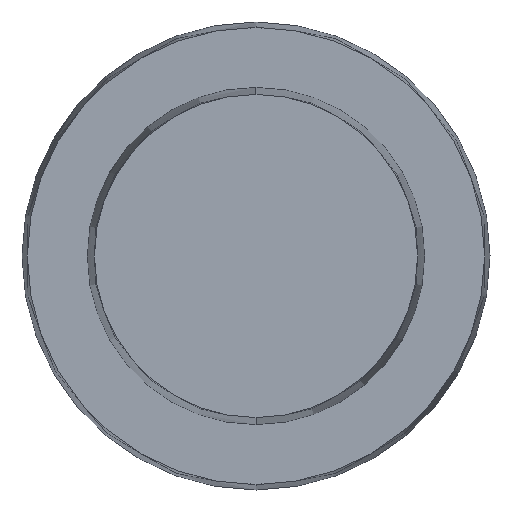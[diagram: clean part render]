
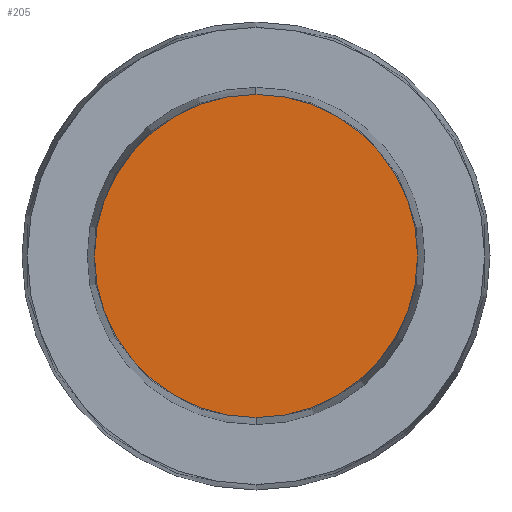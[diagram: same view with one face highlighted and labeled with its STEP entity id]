
A CAD part, front view. The second image highlights one B-rep face of the part: STEP entity #205.
In plain terms, the highlighted planar face has unit normal (0, -1, 0).
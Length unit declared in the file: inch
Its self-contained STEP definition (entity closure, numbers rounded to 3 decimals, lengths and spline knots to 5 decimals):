
#19 = DIRECTION ( 'NONE',  ( 0., 0., -1. ) ) ;
#64 = CARTESIAN_POINT ( 'NONE',  ( 0., -0.263, 0. ) ) ;
#96 = CARTESIAN_POINT ( 'NONE',  ( 0., -0.263, 0. ) ) ;
#142 = AXIS2_PLACEMENT_3D ( 'NONE', #64, #452, #674 ) ;
#205 = ADVANCED_FACE ( 'NONE', ( #240 ), #928, .T. ) ;
#240 = FACE_OUTER_BOUND ( 'NONE', #840, .T. ) ;
#319 = CIRCLE ( 'NONE', #142, 0.05282 ) ;
#324 = DIRECTION ( 'NONE',  ( 0., 0., -1. ) ) ;
#342 = EDGE_CURVE ( 'NONE', #938, #951, #950, .T. ) ;
#392 = DIRECTION ( 'NONE',  ( 0., -1., 0. ) ) ;
#397 = CARTESIAN_POINT ( 'NONE',  ( 0., -0.263, 0. ) ) ;
#442 = ORIENTED_EDGE ( 'NONE', *, *, #342, .T. ) ;
#452 = DIRECTION ( 'NONE',  ( 0., -1., 0. ) ) ;
#488 = AXIS2_PLACEMENT_3D ( 'NONE', #397, #710, #324 ) ;
#578 = AXIS2_PLACEMENT_3D ( 'NONE', #96, #392, #19 ) ;
#642 = CARTESIAN_POINT ( 'NONE',  ( 0., -0.263, -0.05282 ) ) ;
#643 = ORIENTED_EDGE ( 'NONE', *, *, #714, .T. ) ;
#674 = DIRECTION ( 'NONE',  ( 0., 0., -1. ) ) ;
#710 = DIRECTION ( 'NONE',  ( 0., -1., 0. ) ) ;
#714 = EDGE_CURVE ( 'NONE', #951, #938, #319, .T. ) ;
#723 = CARTESIAN_POINT ( 'NONE',  ( 0., -0.263, 0.05282 ) ) ;
#840 = EDGE_LOOP ( 'NONE', ( #442, #643 ) ) ;
#928 = PLANE ( 'NONE',  #578 ) ;
#938 = VERTEX_POINT ( 'NONE', #642 ) ;
#950 = CIRCLE ( 'NONE', #488, 0.05282 ) ;
#951 = VERTEX_POINT ( 'NONE', #723 ) ;
